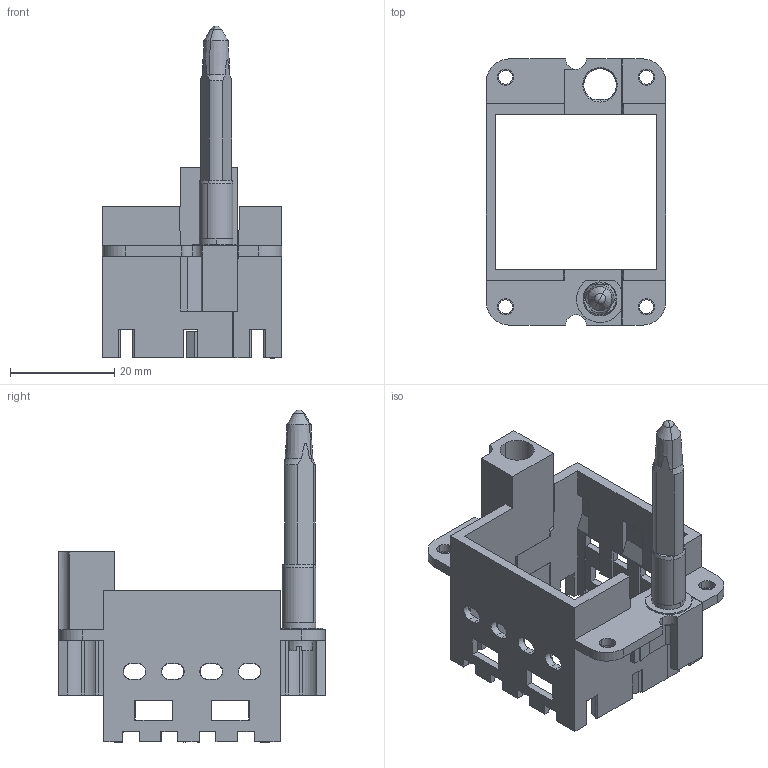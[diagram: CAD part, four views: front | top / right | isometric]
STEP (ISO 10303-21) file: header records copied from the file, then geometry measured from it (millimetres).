
FILE_DESCRIPTION(('CATIA V5 STEP Exchange','CAx-IF Rec.Pracs.--- Model Styling and Organization---1.4--- 2014-01-23'),'2;1');
FILE_NAME ('1229723-5_0', '2022-12-21T06:33:57+00:00', ('none'), ('Weidmueller'), 'CATIA Version 5-6 Release 2016 SP3 HF44', 'CATIA V5 STEP AP214', 'none');
FILE_SCHEMA(('AUTOMOTIVE_DESIGN { 1 0 10303 214 1 1 1 1 }'));
Length unit declared in the file: millimetre
Products named in the file (1): 2736980000
Bounding box: 34.4 x 51 x 63.6 mm (x, y, z)
Volume: 9547.3 mm3; surface area: 12327.9 mm2
Topology: 4 solids, 4 shells, 473 faces, 1340 edges, 867 vertices
Faces by surface type: plane 347, cylinder 80, cone 40, extrusion 4, sphere 2
Entity records: 14419 total; most frequent: CARTESIAN_POINT 3059, ORIENTED_EDGE 2668, DIRECTION 1814, EDGE_CURVE 1334, VECTOR 978, LINE 974, VERTEX_POINT 867, AXIS2_PLACEMENT_3D 521
